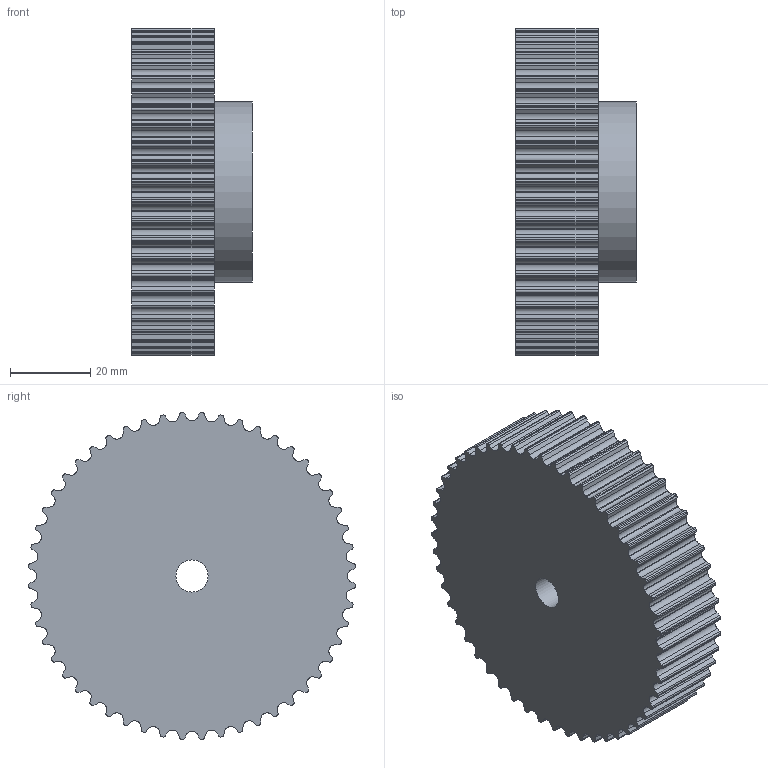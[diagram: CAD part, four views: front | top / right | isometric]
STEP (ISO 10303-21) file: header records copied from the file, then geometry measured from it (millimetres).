
FILE_DESCRIPTION( ( 'STEP AP203' ), '1' );
FILE_NAME( '17235200.stp', '2020-11-01T10:05:51', ( 'License CC BY-ND 4.0' ), ( 'CADENAS' ), ' ', 'PARTsolutions', ' ' );
FILE_SCHEMA( ( 'CONFIG_CONTROL_DESIGN' ) );
Length unit declared in the file: millimetre
Products named in the file (1): _17235200
Bounding box: 30 x 81.49 x 81.49 mm (x, y, z)
Volume: 114682 mm3; surface area: 19197.8 mm2
Topology: 1 solids, 1 shells, 421 faces, 1254 edges, 836 vertices
Faces by surface type: cylinder 262, plane 159
Full cylindrical faces by diameter (mm): 8 x1, 45 x1
Entity records: 14390 total; most frequent: DIRECTION 2620, CARTESIAN_POINT 2510, ORIENTED_EDGE 2504, EDGE_CURVE 1252, AXIS2_PLACEMENT_3D 946, VERTEX_POINT 836, LINE 728, VECTOR 728
